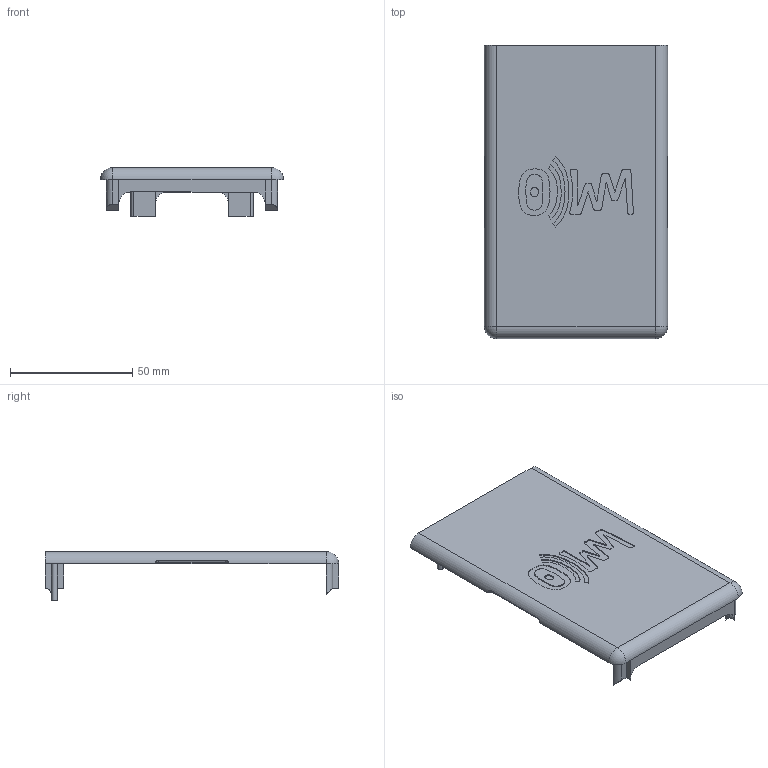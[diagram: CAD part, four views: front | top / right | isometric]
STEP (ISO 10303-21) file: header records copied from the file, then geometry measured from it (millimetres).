
FILE_DESCRIPTION (( 'STEP AP214' ), '1' );
FILE_NAME ('ubiquiti.STEP', '2026-02-21T00:20:01', ( 'xxx' ), ( '' ), 'SwSTEP 2.0', 'SolidWorks 2025', '' );
FILE_SCHEMA (( 'AUTOMOTIVE_DESIGN' ));
Length unit declared in the file: millimetre
Products named in the file (1): ubiquiti
Bounding box: 75 x 120 x 20 mm (x, y, z)
Volume: 34844 mm3; surface area: 22264.5 mm2
Topology: 1 solids, 1 shells, 156 faces, 403 edges, 252 vertices
Faces by surface type: plane 80, bspline 36, cylinder 32, cone 6, sphere 2
Entity records: 5068 total; most frequent: CARTESIAN_POINT 1522, ORIENTED_EDGE 794, DIRECTION 615, EDGE_CURVE 397, LINE 261, VECTOR 261, VERTEX_POINT 252, AXIS2_PLACEMENT_3D 177
